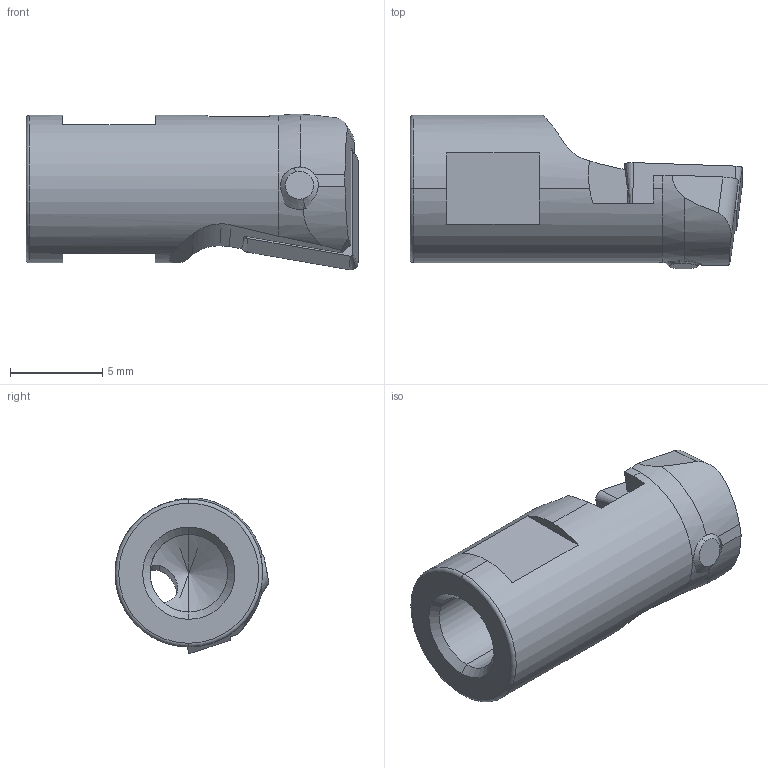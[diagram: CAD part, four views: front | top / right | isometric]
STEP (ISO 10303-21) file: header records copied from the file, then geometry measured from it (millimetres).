
FILE_DESCRIPTION (( 'STEP AP203' ), '1' );
FILE_NAME ('HS5-A09.K11.018.STEP', '2017-11-10T07:42:45', ( 'SWIAdmin' ), ( 'Hewlett-Packard Company' ), 'SwSTEP 2.0', 'SolidWorks 2017', '' );
FILE_SCHEMA (( 'CONFIG_CONTROL_DESIGN' ));
Length unit declared in the file: millimetre
Products named in the file (4): CCMT060204; HS5-A09.K11.018; HS5-A09.K11.018_C; WCA-ER2.001.005_A
Assembly tree (3 placements, depth 2):
  HS5-A09.K11.018
    HS5-A09.K11.018_C
    WCA-ER2.001.005_A
    CCMT060204
Bounding box: 18 x 8.35 x 8.45 mm (x, y, z)
Volume: 551 mm3; surface area: 789.2 mm2
Topology: 3 solids, 3 shells, 128 faces, 332 edges, 205 vertices
Faces by surface type: plane 41, cylinder 38, cone 25, bspline 12, torus 10, sphere 2
Entity records: 4640 total; most frequent: CARTESIAN_POINT 1295, ORIENTED_EDGE 656, DIRECTION 581, EDGE_CURVE 328, AXIS2_PLACEMENT_3D 225, VERTEX_POINT 205, EDGE_LOOP 133, VECTOR 131
